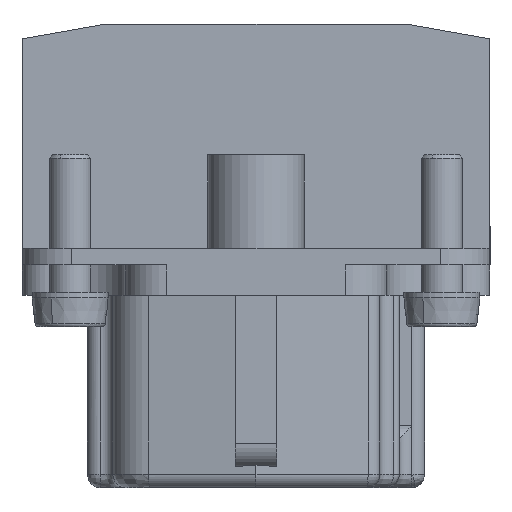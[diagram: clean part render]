
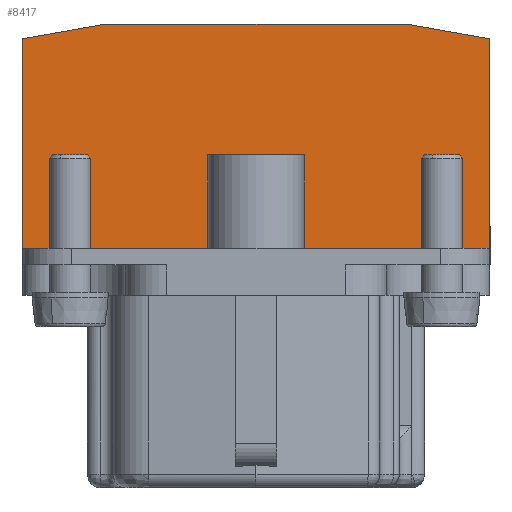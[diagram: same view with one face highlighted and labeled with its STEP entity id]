
A CAD part, left-side view. The second image highlights one B-rep face of the part: STEP entity #8417.
In plain terms, the highlighted planar face has unit normal (-1, 0, 0).
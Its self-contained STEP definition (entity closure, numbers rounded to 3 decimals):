
#6561=FACE_OUTER_BOUND('',#18278,.T.);
#8417=ADVANCED_FACE('',(#6561),#10161,.T.);
#10161=PLANE('',#38048);
#12097=LINE('',#49076,#14870);
#12101=LINE('',#49096,#14874);
#12119=LINE('',#49146,#14892);
#12120=LINE('',#49148,#14893);
#12121=LINE('',#49150,#14894);
#12122=LINE('',#49152,#14895);
#12123=LINE('',#49153,#14896);
#12124=LINE('',#49155,#14897);
#12125=LINE('',#49157,#14898);
#12126=LINE('',#49159,#14899);
#14870=VECTOR('',#40406,1.);
#14874=VECTOR('',#40424,1.);
#14892=VECTOR('',#40462,1.);
#14893=VECTOR('',#40463,1.);
#14894=VECTOR('',#40464,1.);
#14895=VECTOR('',#40465,1.);
#14896=VECTOR('',#40466,1.);
#14897=VECTOR('',#40467,1.);
#14898=VECTOR('',#40468,1.);
#14899=VECTOR('',#40469,1.);
#18278=EDGE_LOOP('',(#20608,#20609,#20610,#20611,#20612,#20613,#20614,#20615,
#20616,#20617));
#20608=ORIENTED_EDGE('',*,*,#32586,.F.);
#20609=ORIENTED_EDGE('',*,*,#32563,.T.);
#20610=ORIENTED_EDGE('',*,*,#32587,.T.);
#20611=ORIENTED_EDGE('',*,*,#32588,.T.);
#20612=ORIENTED_EDGE('',*,*,#32589,.T.);
#20613=ORIENTED_EDGE('',*,*,#32554,.T.);
#20614=ORIENTED_EDGE('',*,*,#32590,.F.);
#20615=ORIENTED_EDGE('',*,*,#32591,.F.);
#20616=ORIENTED_EDGE('',*,*,#32592,.F.);
#20617=ORIENTED_EDGE('',*,*,#32593,.F.);
#29530=VERTEX_POINT('',#49075);
#29531=VERTEX_POINT('',#49077);
#29537=VERTEX_POINT('',#49091);
#29539=VERTEX_POINT('',#49095);
#29562=VERTEX_POINT('',#49147);
#29563=VERTEX_POINT('',#49149);
#29564=VERTEX_POINT('',#49151);
#29565=VERTEX_POINT('',#49154);
#29566=VERTEX_POINT('',#49156);
#29567=VERTEX_POINT('',#49158);
#32554=EDGE_CURVE('',#29531,#29530,#12097,.T.);
#32563=EDGE_CURVE('',#29537,#29539,#12101,.T.);
#32586=EDGE_CURVE('',#29537,#29562,#12119,.T.);
#32587=EDGE_CURVE('',#29539,#29563,#12120,.T.);
#32588=EDGE_CURVE('',#29563,#29564,#12121,.T.);
#32589=EDGE_CURVE('',#29564,#29531,#12122,.T.);
#32590=EDGE_CURVE('',#29565,#29530,#12123,.T.);
#32591=EDGE_CURVE('',#29566,#29565,#12124,.T.);
#32592=EDGE_CURVE('',#29567,#29566,#12125,.T.);
#32593=EDGE_CURVE('',#29562,#29567,#12126,.T.);
#38048=AXIS2_PLACEMENT_3D('',#49160,#40470,#40471);
#40406=DIRECTION('',(0.,0.,-1.));
#40424=DIRECTION('',(0.,0.,1.));
#40462=DIRECTION('',(0.,1.,0.));
#40463=DIRECTION('',(0.,0.985,0.174));
#40464=DIRECTION('',(0.,1.,0.));
#40465=DIRECTION('',(0.,0.985,-0.174));
#40466=DIRECTION('',(0.,1.,0.));
#40467=DIRECTION('',(0.,0.,-1.));
#40468=DIRECTION('',(0.,1.,0.));
#40469=DIRECTION('',(0.,0.,1.));
#40470=DIRECTION('',(-1.,0.,0.));
#40471=DIRECTION('',(0.,-1.,0.));
#49075=CARTESIAN_POINT('',(9.,33.984,17.4));
#49076=CARTESIAN_POINT('',(9.,33.984,14.));
#49077=CARTESIAN_POINT('',(9.,33.984,32.627));
#49091=CARTESIAN_POINT('',(9.,0.016,17.4));
#49095=CARTESIAN_POINT('',(9.,0.016,32.627));
#49096=CARTESIAN_POINT('',(9.,0.016,14.));
#49146=CARTESIAN_POINT('',(9.,34.3,17.4));
#49147=CARTESIAN_POINT('',(9.,13.5,17.4));
#49148=CARTESIAN_POINT('',(9.,6.1,33.7));
#49149=CARTESIAN_POINT('',(9.,6.1,33.7));
#49150=CARTESIAN_POINT('',(9.,34.3,33.7));
#49151=CARTESIAN_POINT('',(9.,27.9,33.7));
#49152=CARTESIAN_POINT('',(9.,33.701,32.677));
#49153=CARTESIAN_POINT('',(9.,34.3,17.4));
#49154=CARTESIAN_POINT('',(9.,20.5,17.4));
#49155=CARTESIAN_POINT('',(9.,20.5,15.9));
#49156=CARTESIAN_POINT('',(9.,20.5,24.2));
#49157=CARTESIAN_POINT('',(9.,34.3,24.2));
#49158=CARTESIAN_POINT('',(9.,13.5,24.2));
#49159=CARTESIAN_POINT('',(9.,13.5,15.9));
#49160=CARTESIAN_POINT('',(9.,34.3,15.9));
